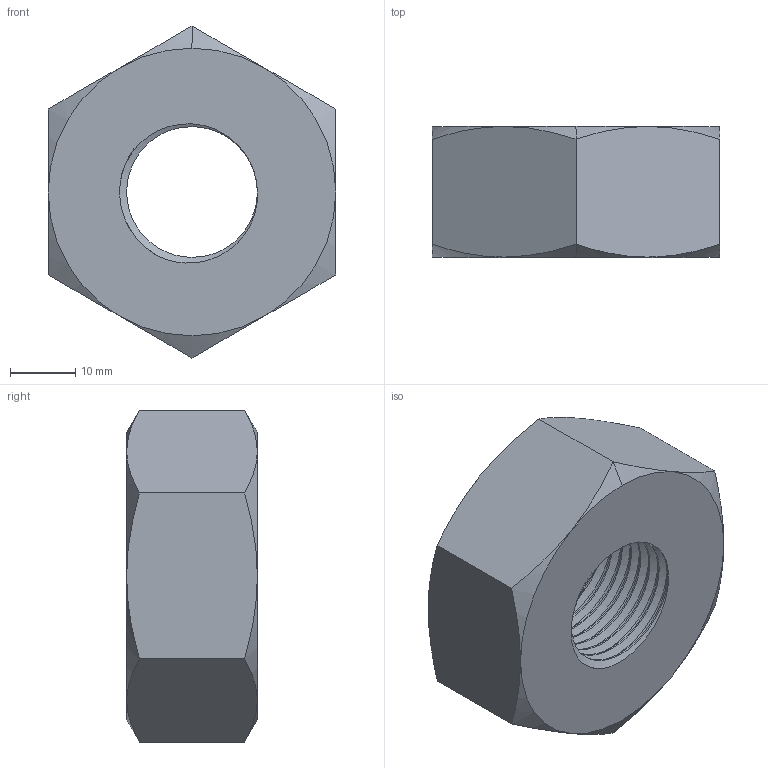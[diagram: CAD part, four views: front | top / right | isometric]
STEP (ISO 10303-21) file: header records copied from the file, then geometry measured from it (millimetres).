
FILE_DESCRIPTION (( 'STEP AP214' ), '1' );
FILE_NAME ('Square Nut.STEP', '2025-02-16T17:22:12', ( '' ), ( '' ), 'SwSTEP 2.0', 'SolidWorks 2024', '' );
FILE_SCHEMA (( 'AUTOMOTIVE_DESIGN' ));
Length unit declared in the file: millimetre
Products named in the file (1): Square Nut
Bounding box: 44 x 20 x 50.81 mm (x, y, z)
Volume: 26267.8 mm3; surface area: 7697.8 mm2
Topology: 1 solids, 1 shells, 46 faces, 118 edges, 74 vertices
Faces by surface type: cylinder 21, cone 14, plane 8, bspline 3
Entity records: 4792 total; most frequent: CARTESIAN_POINT 3842, ORIENTED_EDGE 236, DIRECTION 148, EDGE_CURVE 118, VERTEX_POINT 74, AXIS2_PLACEMENT_3D 60, EDGE_LOOP 48, ADVANCED_FACE 46
